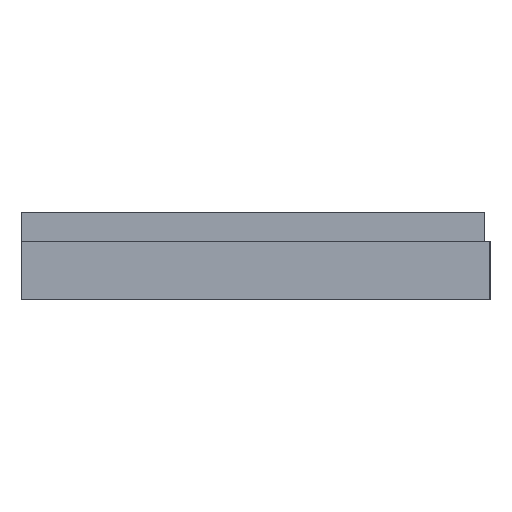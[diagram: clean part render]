
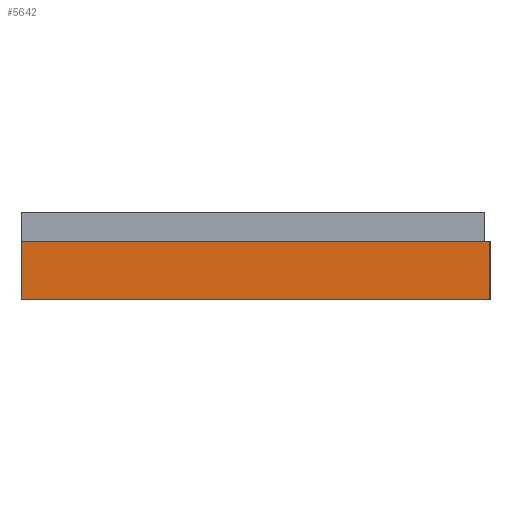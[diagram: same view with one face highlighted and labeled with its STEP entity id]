
A CAD part, left-side view. The second image highlights one B-rep face of the part: STEP entity #5642.
In plain terms, the highlighted planar face has unit normal (-1, 0, 0).
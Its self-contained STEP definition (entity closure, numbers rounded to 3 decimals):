
#1371 = VERTEX_POINT('',#1372);
#1372 = CARTESIAN_POINT('',(-105.,40.,0.));
#1380 = EDGE_CURVE('',#1371,#1381,#1383,.T.);
#1381 = VERTEX_POINT('',#1382);
#1382 = CARTESIAN_POINT('',(-105.,40.,10.));
#1383 = LINE('',#1384,#1385);
#1384 = CARTESIAN_POINT('',(-105.,40.,0.));
#1385 = VECTOR('',#1386,1.);
#1386 = DIRECTION('',(0.,0.,1.));
#5577 = VERTEX_POINT('',#5578);
#5578 = CARTESIAN_POINT('',(-105.,-40.,10.));
#5584 = EDGE_CURVE('',#5577,#1381,#5585,.T.);
#5585 = LINE('',#5586,#5587);
#5586 = CARTESIAN_POINT('',(-105.,-40.,10.));
#5587 = VECTOR('',#5588,1.);
#5588 = DIRECTION('',(0.,1.,0.));
#5608 = VERTEX_POINT('',#5609);
#5609 = CARTESIAN_POINT('',(-105.,-40.,0.));
#5615 = EDGE_CURVE('',#5608,#1371,#5616,.T.);
#5616 = LINE('',#5617,#5618);
#5617 = CARTESIAN_POINT('',(-105.,-40.,0.));
#5618 = VECTOR('',#5619,1.);
#5619 = DIRECTION('',(0.,1.,0.));
#5642 = ADVANCED_FACE('',(#5643),#5654,.T.);
#5643 = FACE_BOUND('',#5644,.T.);
#5644 = EDGE_LOOP('',(#5645,#5646,#5652,#5653));
#5645 = ORIENTED_EDGE('',*,*,#5615,.F.);
#5646 = ORIENTED_EDGE('',*,*,#5647,.T.);
#5647 = EDGE_CURVE('',#5608,#5577,#5648,.T.);
#5648 = LINE('',#5649,#5650);
#5649 = CARTESIAN_POINT('',(-105.,-40.,0.));
#5650 = VECTOR('',#5651,1.);
#5651 = DIRECTION('',(0.,0.,1.));
#5652 = ORIENTED_EDGE('',*,*,#5584,.T.);
#5653 = ORIENTED_EDGE('',*,*,#1380,.F.);
#5654 = PLANE('',#5655);
#5655 = AXIS2_PLACEMENT_3D('',#5656,#5657,#5658);
#5656 = CARTESIAN_POINT('',(-105.,-40.,0.));
#5657 = DIRECTION('',(-1.,0.,0.));
#5658 = DIRECTION('',(0.,1.,0.));
